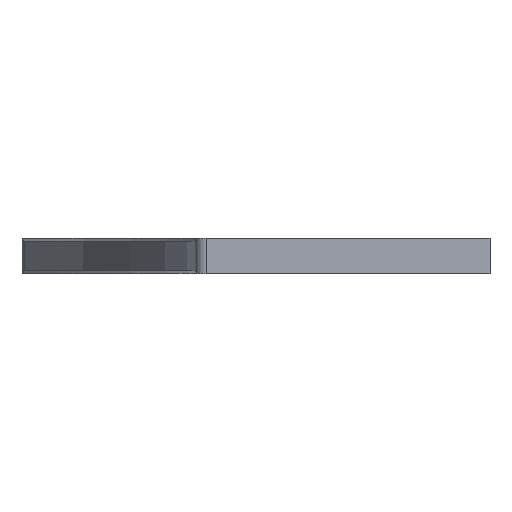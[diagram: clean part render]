
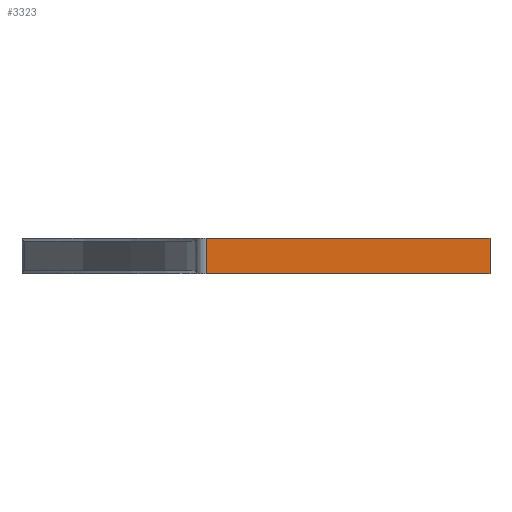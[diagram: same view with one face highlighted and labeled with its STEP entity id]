
A CAD part, front view. The second image highlights one B-rep face of the part: STEP entity #3323.
In plain terms, the highlighted planar face has unit normal (0, -1, 0).
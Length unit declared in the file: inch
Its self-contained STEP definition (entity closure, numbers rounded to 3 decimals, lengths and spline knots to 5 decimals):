
#221 = VERTEX_POINT ( 'NONE', #1863 ) ;
#308 = DIRECTION ( 'NONE',  ( 0., 0., -1. ) ) ;
#381 = LINE ( 'NONE', #723, #2236 ) ;
#467 = VERTEX_POINT ( 'NONE', #971 ) ;
#660 = FACE_OUTER_BOUND ( 'NONE', #3508, .T. ) ;
#702 = LINE ( 'NONE', #2627, #4461 ) ;
#723 = CARTESIAN_POINT ( 'NONE',  ( 8.0625, 0., -0.3735 ) ) ;
#764 = VERTEX_POINT ( 'NONE', #2600 ) ;
#788 = ORIENTED_EDGE ( 'NONE', *, *, #1699, .T. ) ;
#881 = EDGE_CURVE ( 'NONE', #221, #3803, #381, .T. ) ;
#971 = CARTESIAN_POINT ( 'NONE',  ( 11.188, 0., 0. ) ) ;
#1105 = DIRECTION ( 'NONE',  ( 0., -1., 0. ) ) ;
#1108 = ORIENTED_EDGE ( 'NONE', *, *, #3533, .T. ) ;
#1542 = DIRECTION ( 'NONE',  ( 0., 0., -1. ) ) ;
#1699 = EDGE_CURVE ( 'NONE', #3803, #467, #2902, .T. ) ;
#1768 = ORIENTED_EDGE ( 'NONE', *, *, #2470, .F. ) ;
#1863 = CARTESIAN_POINT ( 'NONE',  ( 8.18655, 0., -0.3735 ) ) ;
#2236 = VECTOR ( 'NONE', #3131, 39.37008 ) ;
#2470 = EDGE_CURVE ( 'NONE', #764, #467, #3977, .T. ) ;
#2600 = CARTESIAN_POINT ( 'NONE',  ( 8.18655, 0., 0. ) ) ;
#2627 = CARTESIAN_POINT ( 'NONE',  ( 8.18655, 0., -0.3425 ) ) ;
#2666 = CARTESIAN_POINT ( 'NONE',  ( 8.0625, 0., -0.3735 ) ) ;
#2902 = LINE ( 'NONE', #4462, #4217 ) ;
#2996 = ORIENTED_EDGE ( 'NONE', *, *, #881, .T. ) ;
#3131 = DIRECTION ( 'NONE',  ( 1., 0., 0. ) ) ;
#3323 = ADVANCED_FACE ( 'NONE', ( #660 ), #5071, .T. ) ;
#3338 = CARTESIAN_POINT ( 'NONE',  ( 11.188, 0., -0.3735 ) ) ;
#3508 = EDGE_LOOP ( 'NONE', ( #1768, #1108, #2996, #788 ) ) ;
#3533 = EDGE_CURVE ( 'NONE', #764, #221, #702, .T. ) ;
#3803 = VERTEX_POINT ( 'NONE', #3338 ) ;
#3876 = AXIS2_PLACEMENT_3D ( 'NONE', #2666, #1105, #1542 ) ;
#3899 = DIRECTION ( 'NONE',  ( 1., 0., 0. ) ) ;
#3977 = LINE ( 'NONE', #4727, #4802 ) ;
#4217 = VECTOR ( 'NONE', #4915, 39.37008 ) ;
#4461 = VECTOR ( 'NONE', #308, 39.37008 ) ;
#4462 = CARTESIAN_POINT ( 'NONE',  ( 11.188, 0., -0.3735 ) ) ;
#4727 = CARTESIAN_POINT ( 'NONE',  ( 8.0625, 0., 0. ) ) ;
#4802 = VECTOR ( 'NONE', #3899, 39.37008 ) ;
#4915 = DIRECTION ( 'NONE',  ( 0., 0., 1. ) ) ;
#5071 = PLANE ( 'NONE',  #3876 ) ;
